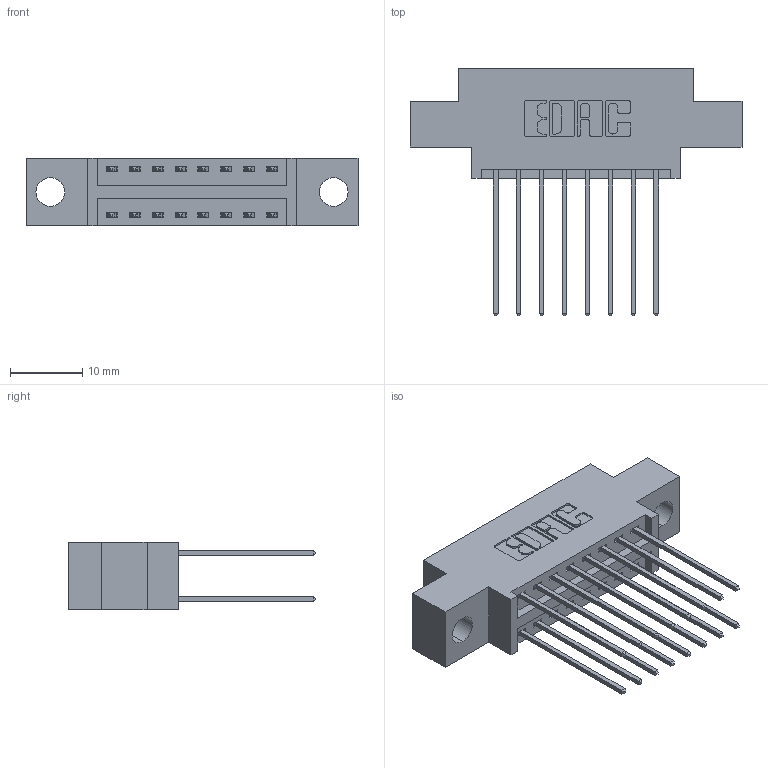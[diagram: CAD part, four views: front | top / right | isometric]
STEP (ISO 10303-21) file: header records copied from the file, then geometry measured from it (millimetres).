
FILE_DESCRIPTION (( 'STEP AP203' ), '1' );
FILE_NAME ('346-016-541-804.STEP', '2022-05-18T16:02:03', ( '' ), ( '' ), 'SwSTEP 2.0', 'SolidWorks 2020', '' );
FILE_SCHEMA (( 'CONFIG_CONTROL_DESIGN' ));
Length unit declared in the file: inch
Products named in the file (3): 345-292-001_345-293-141; 346-016-541-804; 346 Part_0.170 Offset - 0.156 Dia-TH
Assembly tree (17 placements, depth 2):
  346-016-541-804
    346 Part_0.170 Offset - 0.156 Dia-TH
    345-292-001_345-293-141  x16
Bounding box: 45.97 x 34.29 x 9.4 mm (x, y, z)
Volume: 4050.2 mm3; surface area: 5500.6 mm2
Topology: 17 solids, 17 shells, 972 faces, 2857 edges, 1882 vertices
Faces by surface type: plane 654, cylinder 318
Entity records: 10367 total; most frequent: CARTESIAN_POINT 1762, ORIENTED_EDGE 1694, DIRECTION 1603, EDGE_CURVE 847, VECTOR 683, LINE 683, VERTEX_POINT 562, AXIS2_PLACEMENT_3D 460
